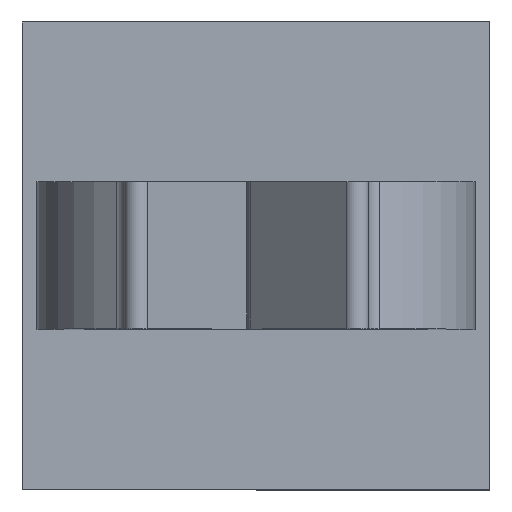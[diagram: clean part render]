
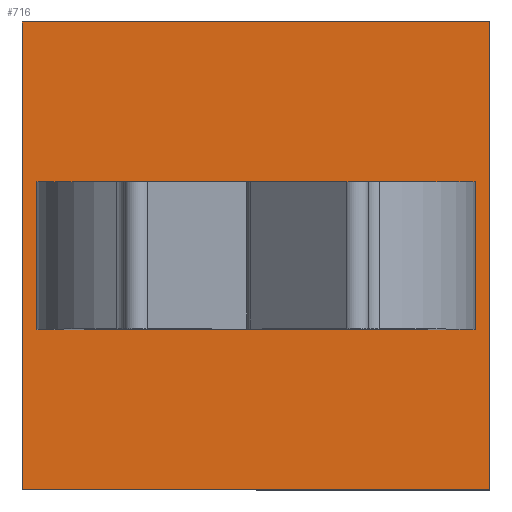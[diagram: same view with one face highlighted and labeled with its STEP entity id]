
A CAD part, top view. The second image highlights one B-rep face of the part: STEP entity #716.
In plain terms, the highlighted planar face has unit normal (0, 0, 1).
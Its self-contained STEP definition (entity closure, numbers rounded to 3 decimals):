
#73=ORIENTED_EDGE('',*,*,#277,.T.);
#74=ORIENTED_EDGE('',*,*,#278,.T.);
#75=ORIENTED_EDGE('',*,*,#279,.T.);
#76=ORIENTED_EDGE('',*,*,#280,.T.);
#77=ORIENTED_EDGE('',*,*,#281,.F.);
#78=ORIENTED_EDGE('',*,*,#282,.T.);
#79=ORIENTED_EDGE('',*,*,#283,.T.);
#80=ORIENTED_EDGE('',*,*,#284,.F.);
#277=EDGE_CURVE('',#379,#380,#447,.T.);
#278=EDGE_CURVE('',#380,#381,#448,.T.);
#279=EDGE_CURVE('',#381,#382,#449,.T.);
#280=EDGE_CURVE('',#382,#379,#450,.T.);
#281=EDGE_CURVE('',#383,#384,#451,.T.);
#282=EDGE_CURVE('',#383,#385,#452,.T.);
#283=EDGE_CURVE('',#385,#386,#453,.T.);
#284=EDGE_CURVE('',#384,#386,#454,.T.);
#379=VERTEX_POINT('',#1082);
#380=VERTEX_POINT('',#1083);
#381=VERTEX_POINT('',#1085);
#382=VERTEX_POINT('',#1087);
#383=VERTEX_POINT('',#1090);
#384=VERTEX_POINT('',#1091);
#385=VERTEX_POINT('',#1093);
#386=VERTEX_POINT('',#1095);
#447=LINE('',#1081,#525);
#448=LINE('',#1084,#526);
#449=LINE('',#1086,#527);
#450=LINE('',#1088,#528);
#451=LINE('',#1089,#529);
#452=LINE('',#1092,#530);
#453=LINE('',#1094,#531);
#454=LINE('',#1096,#532);
#525=VECTOR('',#867,1000.);
#526=VECTOR('',#868,1000.);
#527=VECTOR('',#869,1000.);
#528=VECTOR('',#870,1000.);
#529=VECTOR('',#871,1000.);
#530=VECTOR('',#872,1000.);
#531=VECTOR('',#873,1000.);
#532=VECTOR('',#874,1000.);
#603=EDGE_LOOP('',(#73,#74,#75,#76));
#604=EDGE_LOOP('',(#77,#78,#79,#80));
#645=FACE_BOUND('',#603,.T.);
#646=FACE_BOUND('',#604,.T.);
#687=PLANE('',#795);
#716=ADVANCED_FACE('',(#645,#646),#687,.T.);
#795=AXIS2_PLACEMENT_3D('',#1080,#865,#866);
#865=DIRECTION('',(0.,0.,1.));
#866=DIRECTION('',(1.,0.,0.));
#867=DIRECTION('',(0.,-1.,0.));
#868=DIRECTION('',(1.,0.,0.));
#869=DIRECTION('',(0.,1.,0.));
#870=DIRECTION('',(-1.,0.,0.));
#871=DIRECTION('',(0.,1.,0.));
#872=DIRECTION('',(-1.,0.,0.));
#873=DIRECTION('',(0.,1.,0.));
#874=DIRECTION('',(-1.,0.,0.));
#1080=CARTESIAN_POINT('',(0.,0.,2.));
#1081=CARTESIAN_POINT('',(-6.35,6.35,2.));
#1082=CARTESIAN_POINT('',(-6.35,6.35,2.));
#1083=CARTESIAN_POINT('',(-6.35,-6.35,2.));
#1084=CARTESIAN_POINT('',(-6.35,-6.35,2.));
#1085=CARTESIAN_POINT('',(6.35,-6.35,2.));
#1086=CARTESIAN_POINT('',(6.35,-6.35,2.));
#1087=CARTESIAN_POINT('',(6.35,6.35,2.));
#1088=CARTESIAN_POINT('',(6.35,6.35,2.));
#1089=CARTESIAN_POINT('',(5.95,-2.,2.));
#1090=CARTESIAN_POINT('',(5.95,-2.,2.));
#1091=CARTESIAN_POINT('',(5.95,2.,2.));
#1092=CARTESIAN_POINT('',(5.95,-2.,2.));
#1093=CARTESIAN_POINT('',(-5.95,-2.,2.));
#1094=CARTESIAN_POINT('',(-5.95,-2.,2.));
#1095=CARTESIAN_POINT('',(-5.95,2.,2.));
#1096=CARTESIAN_POINT('',(5.95,2.,2.));
